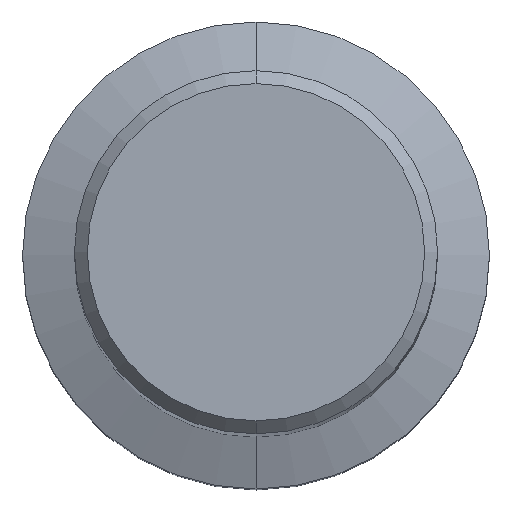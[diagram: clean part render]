
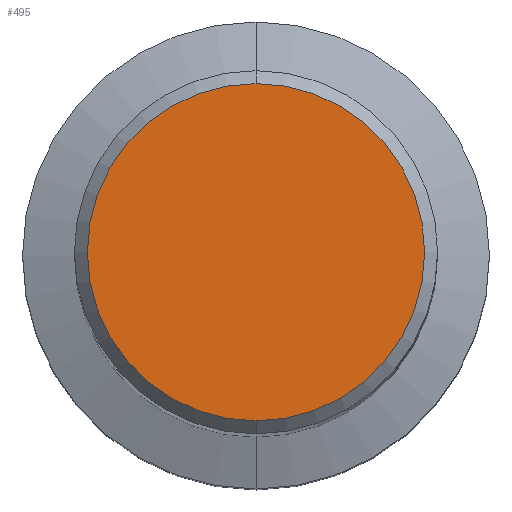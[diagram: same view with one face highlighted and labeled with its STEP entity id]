
A CAD part, top view. The second image highlights one B-rep face of the part: STEP entity #495.
In plain terms, the highlighted planar face has unit normal (0, 0, 1).
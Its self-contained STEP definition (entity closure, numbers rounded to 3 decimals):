
#327=VERTEX_POINT('',#697);
#359=VERTEX_POINT('',#734);
#375=EDGE_CURVE('',#327,#359,#753,.T.);
#491=EDGE_CURVE('',#359,#327,#880,.T.);
#495=ADVANCED_FACE('',(#884),#885,.T.);
#697=CARTESIAN_POINT('',(0.0,13.0,0.0));
#734=CARTESIAN_POINT('',(0.,-13.0,0.0));
#753=CIRCLE('',#1390,13.0);
#880=CIRCLE('',#1653,13.0);
#884=FACE_OUTER_BOUND('',#1657,.T.);
#885=PLANE('',#1658);
#1390=AXIS2_PLACEMENT_3D('',#2063,#2064,#2065);
#1653=AXIS2_PLACEMENT_3D('',#2195,#2196,#2197);
#1657=EDGE_LOOP('',(#2199,#2200));
#1658=AXIS2_PLACEMENT_3D('',#2201,#2202,#2203);
#2063=CARTESIAN_POINT('',(0.0,0.0,0.0));
#2064=DIRECTION('',(0.0,0.0,-1.0));
#2065=DIRECTION('',(0.0,1.0,0.0));
#2195=CARTESIAN_POINT('',(0.0,0.0,0.0));
#2196=DIRECTION('',(0.0,0.0,-1.0));
#2197=DIRECTION('',(0.0,1.0,0.0));
#2199=ORIENTED_EDGE('',*,*,#375,.F.);
#2200=ORIENTED_EDGE('',*,*,#491,.F.);
#2201=CARTESIAN_POINT('',(0.0,6.5,0.0));
#2202=DIRECTION('',(-0.0,0.0,1.0));
#2203=DIRECTION('',(0.0,-1.0,0.0));
